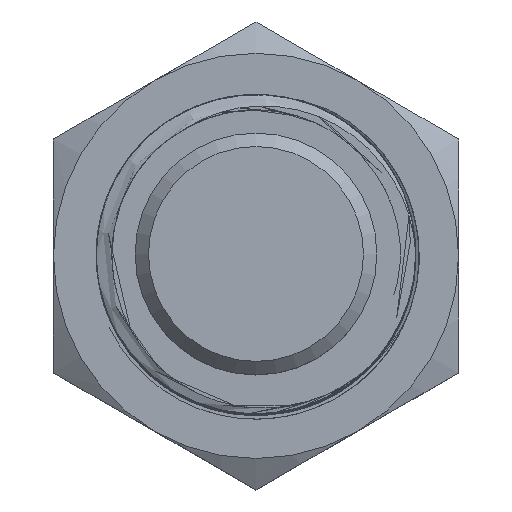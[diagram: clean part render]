
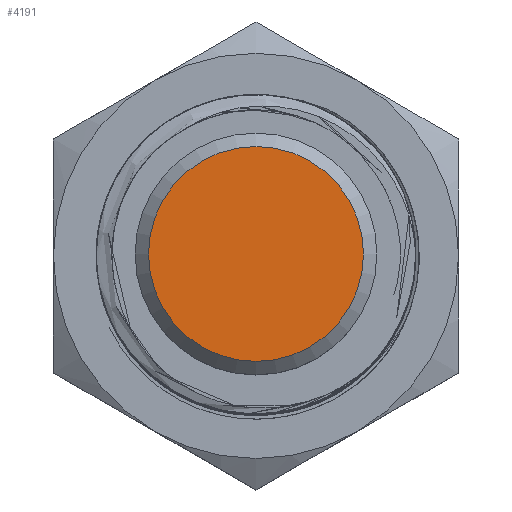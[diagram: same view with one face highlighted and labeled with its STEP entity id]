
A CAD part, top view. The second image highlights one B-rep face of the part: STEP entity #4191.
In plain terms, the highlighted planar face has unit normal (0, 0, 1).
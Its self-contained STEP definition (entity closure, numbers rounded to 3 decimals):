
#45=PLANE('',#4470);
#324=FACE_OUTER_BOUND('',#557,.T.);
#557=EDGE_LOOP('',(#3309));
#621=CIRCLE('',#4466,4.);
#1803=VERTEX_POINT('',#12670);
#2417=EDGE_CURVE('',#1803,#1803,#621,.T.);
#3309=ORIENTED_EDGE('',*,*,#2417,.F.);
#4191=ADVANCED_FACE('',(#324),#45,.T.);
#4466=AXIS2_PLACEMENT_3D('',#12671,#5119,#5120);
#4470=AXIS2_PLACEMENT_3D('',#12679,#5129,#5130);
#5119=DIRECTION('center_axis',(0.,0.,-1.));
#5120=DIRECTION('ref_axis',(1.,0.,0.));
#5129=DIRECTION('center_axis',(0.,0.,1.));
#5130=DIRECTION('ref_axis',(1.,0.,0.));
#12670=CARTESIAN_POINT('',(-4.,0.,94.));
#12671=CARTESIAN_POINT('Origin',(0.,0.,94.));
#12679=CARTESIAN_POINT('Origin',(0.,0.,94.));
